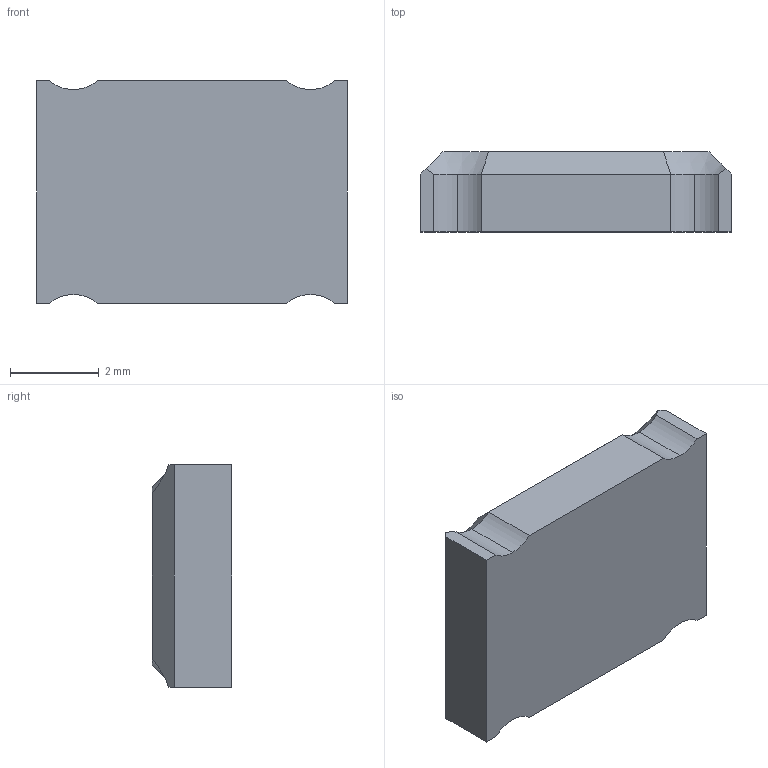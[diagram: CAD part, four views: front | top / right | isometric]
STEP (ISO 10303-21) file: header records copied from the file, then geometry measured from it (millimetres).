
FILE_DESCRIPTION (( 'STEP AP203' ), '1' );
FILE_NAME ('KXO-97.STEP', '2014-10-03T13:40:00', ( 'punk' ), ( '' ), 'SwSTEP 2.0', 'SolidWorks 2014', '' );
FILE_SCHEMA (( 'CONFIG_CONTROL_DESIGN' ));
Length unit declared in the file: millimetre
Products named in the file (1): KXO-97
Bounding box: 7 x 1.8 x 5.02 mm (x, y, z)
Volume: 59.3 mm3; surface area: 105.5 mm2
Topology: 1 solids, 1 shells, 26 faces, 68 edges, 44 vertices
Faces by surface type: plane 14, cone 6, cylinder 6
Entity records: 897 total; most frequent: CARTESIAN_POINT 183, ORIENTED_EDGE 136, DIRECTION 130, EDGE_CURVE 68, AXIS2_PLACEMENT_3D 47, VERTEX_POINT 44, LINE 36, VECTOR 36
